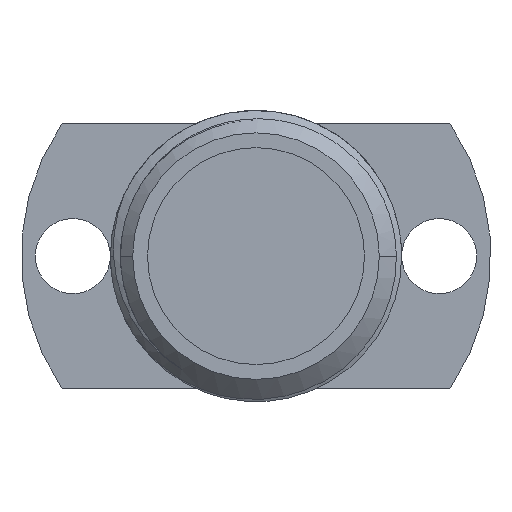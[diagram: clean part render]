
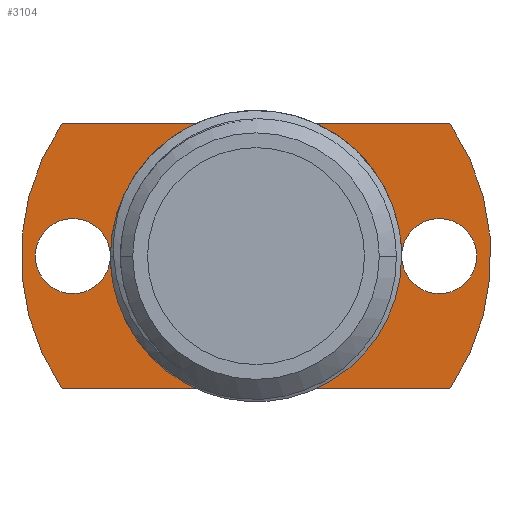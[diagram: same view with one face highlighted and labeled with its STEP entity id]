
A CAD part, left-side view. The second image highlights one B-rep face of the part: STEP entity #3104.
In plain terms, the highlighted planar face has unit normal (-1, 0, 0).
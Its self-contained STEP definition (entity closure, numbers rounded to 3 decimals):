
#42 = DIRECTION ( 'NONE',  ( -1., 0., 0. ) ) ;
#49 = VERTEX_POINT ( 'NONE', #1605 ) ;
#72 = CARTESIAN_POINT ( 'NONE',  ( 9.2, 3.9, 0.8 ) ) ;
#111 = CIRCLE ( 'NONE', #3152, 5. ) ;
#134 = CARTESIAN_POINT ( 'NONE',  ( 9.2, 4.129, -2.82 ) ) ;
#157 = DIRECTION ( 'NONE',  ( 0., 0., 1. ) ) ;
#178 = EDGE_LOOP ( 'NONE', ( #3443, #3044 ) ) ;
#200 = AXIS2_PLACEMENT_3D ( 'NONE', #2612, #501, #2525 ) ;
#227 = EDGE_CURVE ( 'NONE', #1640, #1005, #2725, .T. ) ;
#300 = AXIS2_PLACEMENT_3D ( 'NONE', #1315, #2109, #671 ) ;
#306 = CARTESIAN_POINT ( 'NONE',  ( 9.2, -3.9, 0. ) ) ;
#323 = CARTESIAN_POINT ( 'NONE',  ( 9.2, 3.9, 0. ) ) ;
#324 = DIRECTION ( 'NONE',  ( 0., 0., 1. ) ) ;
#421 = VERTEX_POINT ( 'NONE', #3208 ) ;
#452 = CARTESIAN_POINT ( 'NONE',  ( 9.2, -4.129, 2.82 ) ) ;
#501 = DIRECTION ( 'NONE',  ( -1., 0., 0. ) ) ;
#541 = CARTESIAN_POINT ( 'NONE',  ( 9.2, -3.9, 0. ) ) ;
#579 = ORIENTED_EDGE ( 'NONE', *, *, #1203, .T. ) ;
#630 = VERTEX_POINT ( 'NONE', #3375 ) ;
#671 = DIRECTION ( 'NONE',  ( 0., 0., 1. ) ) ;
#744 = ORIENTED_EDGE ( 'NONE', *, *, #3603, .F. ) ;
#895 = CARTESIAN_POINT ( 'NONE',  ( 9.2, 2.625, 0. ) ) ;
#932 = EDGE_CURVE ( 'NONE', #1027, #1007, #3385, .T. ) ;
#975 = CARTESIAN_POINT ( 'NONE',  ( 9.2, 0., 0. ) ) ;
#1005 = VERTEX_POINT ( 'NONE', #2905 ) ;
#1007 = VERTEX_POINT ( 'NONE', #1751 ) ;
#1027 = VERTEX_POINT ( 'NONE', #72 ) ;
#1034 = DIRECTION ( 'NONE',  ( -1., 0., 0. ) ) ;
#1080 = EDGE_CURVE ( 'NONE', #421, #630, #2466, .T. ) ;
#1203 = EDGE_CURVE ( 'NONE', #49, #1640, #111, .T. ) ;
#1247 = EDGE_CURVE ( 'NONE', #1005, #1510, #1923, .T. ) ;
#1281 = DIRECTION ( 'NONE',  ( 0., -1., 0. ) ) ;
#1315 = CARTESIAN_POINT ( 'NONE',  ( 9.2, 0., 0. ) ) ;
#1369 = DIRECTION ( 'NONE',  ( -1., 0., 0. ) ) ;
#1451 = CARTESIAN_POINT ( 'NONE',  ( 9.2, 3.9, 0. ) ) ;
#1455 = AXIS2_PLACEMENT_3D ( 'NONE', #323, #42, #3565 ) ;
#1475 = ORIENTED_EDGE ( 'NONE', *, *, #1080, .F. ) ;
#1510 = VERTEX_POINT ( 'NONE', #2641 ) ;
#1568 = PLANE ( 'NONE',  #1883 ) ;
#1572 = EDGE_CURVE ( 'NONE', #2636, #3314, #3090, .T. ) ;
#1605 = CARTESIAN_POINT ( 'NONE',  ( 9.2, 4.129, 2.82 ) ) ;
#1640 = VERTEX_POINT ( 'NONE', #3362 ) ;
#1654 = EDGE_CURVE ( 'NONE', #630, #421, #2538, .T. ) ;
#1687 = DIRECTION ( 'NONE',  ( -1., 0., 0. ) ) ;
#1742 = AXIS2_PLACEMENT_3D ( 'NONE', #541, #1687, #157 ) ;
#1751 = CARTESIAN_POINT ( 'NONE',  ( 9.2, 3.9, -0.8 ) ) ;
#1759 = ORIENTED_EDGE ( 'NONE', *, *, #227, .T. ) ;
#1771 = DIRECTION ( 'NONE',  ( -1., 0., 0. ) ) ;
#1819 = CIRCLE ( 'NONE', #200, 2.625 ) ;
#1852 = FACE_BOUND ( 'NONE', #1898, .T. ) ;
#1871 = CIRCLE ( 'NONE', #1455, 0.8 ) ;
#1883 = AXIS2_PLACEMENT_3D ( 'NONE', #2878, #3732, #2267 ) ;
#1898 = EDGE_LOOP ( 'NONE', ( #2685, #744 ) ) ;
#1914 = DIRECTION ( 'NONE',  ( 0., -1., 0. ) ) ;
#1917 = ORIENTED_EDGE ( 'NONE', *, *, #1247, .T. ) ;
#1923 = CIRCLE ( 'NONE', #300, 5. ) ;
#1976 = EDGE_CURVE ( 'NONE', #1510, #49, #3053, .T. ) ;
#2109 = DIRECTION ( 'NONE',  ( -1., 0., 0. ) ) ;
#2194 = AXIS2_PLACEMENT_3D ( 'NONE', #306, #1771, #324 ) ;
#2229 = AXIS2_PLACEMENT_3D ( 'NONE', #1451, #2954, #2646 ) ;
#2267 = DIRECTION ( 'NONE',  ( 0., 0., 1. ) ) ;
#2466 = CIRCLE ( 'NONE', #2194, 0.8 ) ;
#2525 = DIRECTION ( 'NONE',  ( 0., -1., 0. ) ) ;
#2538 = CIRCLE ( 'NONE', #1742, 0.8 ) ;
#2612 = CARTESIAN_POINT ( 'NONE',  ( 9.2, 0., 0. ) ) ;
#2636 = VERTEX_POINT ( 'NONE', #2835 ) ;
#2641 = CARTESIAN_POINT ( 'NONE',  ( 9.2, -4.129, 2.82 ) ) ;
#2646 = DIRECTION ( 'NONE',  ( 0., 0., 1. ) ) ;
#2685 = ORIENTED_EDGE ( 'NONE', *, *, #932, .F. ) ;
#2709 = AXIS2_PLACEMENT_3D ( 'NONE', #3128, #1369, #1914 ) ;
#2725 = LINE ( 'NONE', #134, #3480 ) ;
#2789 = EDGE_CURVE ( 'NONE', #3314, #2636, #1819, .T. ) ;
#2830 = DIRECTION ( 'NONE',  ( 0., 1., 0. ) ) ;
#2835 = CARTESIAN_POINT ( 'NONE',  ( 9.2, -2.625, 0. ) ) ;
#2878 = CARTESIAN_POINT ( 'NONE',  ( 9.2, 0., 0. ) ) ;
#2905 = CARTESIAN_POINT ( 'NONE',  ( 9.2, -4.129, -2.82 ) ) ;
#2954 = DIRECTION ( 'NONE',  ( -1., 0., 0. ) ) ;
#2962 = ORIENTED_EDGE ( 'NONE', *, *, #1976, .T. ) ;
#3024 = FACE_OUTER_BOUND ( 'NONE', #3259, .T. ) ;
#3044 = ORIENTED_EDGE ( 'NONE', *, *, #2789, .F. ) ;
#3053 = LINE ( 'NONE', #452, #3626 ) ;
#3090 = CIRCLE ( 'NONE', #2709, 2.625 ) ;
#3104 = ADVANCED_FACE ( 'NONE', ( #3303, #1852, #3653, #3024 ), #1568, .T. ) ;
#3128 = CARTESIAN_POINT ( 'NONE',  ( 9.2, 0., 0. ) ) ;
#3152 = AXIS2_PLACEMENT_3D ( 'NONE', #975, #1034, #3593 ) ;
#3208 = CARTESIAN_POINT ( 'NONE',  ( 9.2, -3.9, 0.8 ) ) ;
#3259 = EDGE_LOOP ( 'NONE', ( #1917, #2962, #579, #1759 ) ) ;
#3293 = EDGE_LOOP ( 'NONE', ( #1475, #3377 ) ) ;
#3303 = FACE_BOUND ( 'NONE', #3293, .T. ) ;
#3314 = VERTEX_POINT ( 'NONE', #895 ) ;
#3362 = CARTESIAN_POINT ( 'NONE',  ( 9.2, 4.129, -2.82 ) ) ;
#3375 = CARTESIAN_POINT ( 'NONE',  ( 9.2, -3.9, -0.8 ) ) ;
#3377 = ORIENTED_EDGE ( 'NONE', *, *, #1654, .F. ) ;
#3385 = CIRCLE ( 'NONE', #2229, 0.8 ) ;
#3443 = ORIENTED_EDGE ( 'NONE', *, *, #1572, .F. ) ;
#3480 = VECTOR ( 'NONE', #1281, 1000. ) ;
#3565 = DIRECTION ( 'NONE',  ( 0., 0., 1. ) ) ;
#3593 = DIRECTION ( 'NONE',  ( 0., 0., 1. ) ) ;
#3603 = EDGE_CURVE ( 'NONE', #1007, #1027, #1871, .T. ) ;
#3626 = VECTOR ( 'NONE', #2830, 1000. ) ;
#3653 = FACE_BOUND ( 'NONE', #178, .T. ) ;
#3732 = DIRECTION ( 'NONE',  ( -1., 0., 0. ) ) ;
